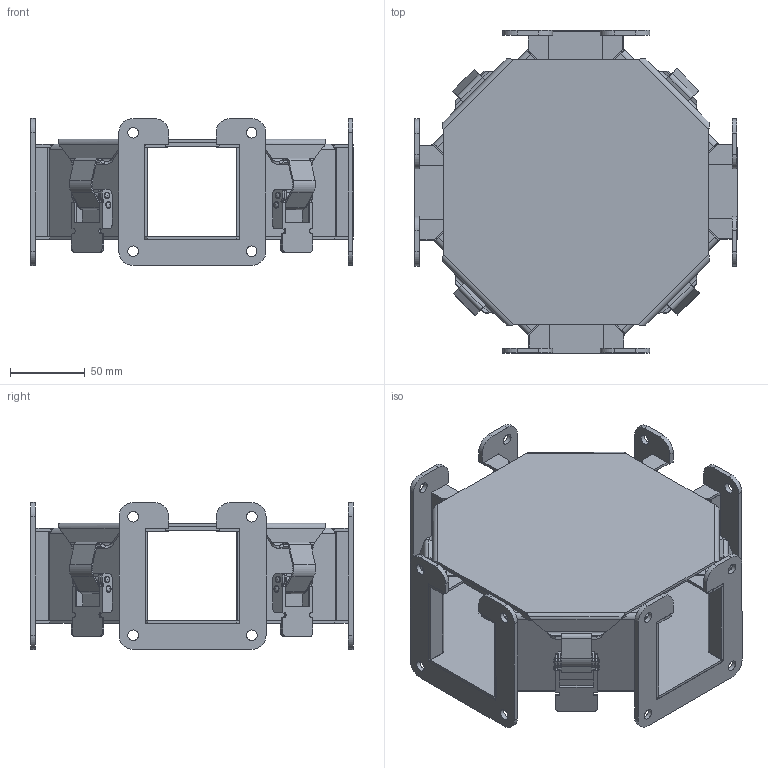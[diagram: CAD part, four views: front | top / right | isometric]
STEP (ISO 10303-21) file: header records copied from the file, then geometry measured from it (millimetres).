
FILE_DESCRIPTION(/* description */ ('LJW, END FLANGE RING, CRS, 2.5X2.5'),/* implementation_level */ '2;1');
FILE_NAME(/* name */ 'LJWX2.stp',/* time_stamp */ '2017-04-28T13:21:19-05:00',/* author */ ('bbirch1'),/* organization */ (''),/* preprocessor_version */ 'ST-DEVELOPER v16.1',/* originating_system */ 'Autodesk Inventor 2016',/* authorisation */ '');
FILE_SCHEMA (('AUTOMOTIVE_DESIGN { 1 0 10303 214 3 1 1 }'));
Length unit declared in the file: inch
Products named in the file (13): LJW2RINGP; LJWX2BTM; LJWX2LID; LJWX2STRIPGSKT; LJWX2POST; LJWTAB; PART1; PART2; PART3; PART4; PART5; 35011; LJWX2
Assembly tree (28 placements, depth 3):
  LJWX2
    LJW2RINGP  x4
    LJWX2BTM
    LJWX2LID
    LJWX2STRIPGSKT
    LJWX2POST  x4
    LJWTAB  x8
    35011  x4
      PART1
      PART2
      PART3
      PART4
      PART5
Bounding box: 215.9 x 216.15 x 98.42 mm (x, y, z)
Volume: 287258.7 mm3; surface area: 298619.7 mm2
Topology: 39 solids, 39 shells, 806 faces, 2059 edges, 1334 vertices
Faces by surface type: plane 530, cylinder 244, bspline 32
Full cylindrical faces by diameter (mm): 3.454 x8, 3.946 x24, 4.286 x16, 7.144 x16
Entity records: 9368 total; most frequent: CARTESIAN_POINT 2156, ORIENTED_EDGE 1376, DIRECTION 1369, EDGE_CURVE 688, LINE 539, VECTOR 539, VERTEX_POINT 452, AXIS2_PLACEMENT_3D 415
